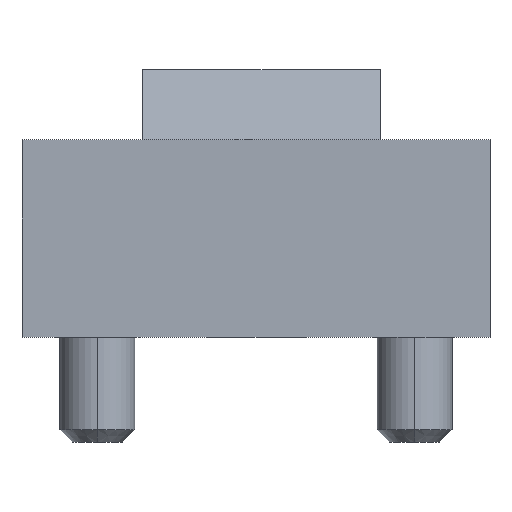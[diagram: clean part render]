
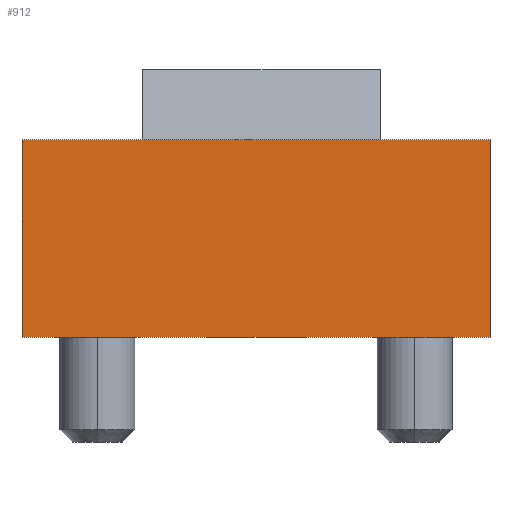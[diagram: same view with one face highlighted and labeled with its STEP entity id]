
A CAD part, left-side view. The second image highlights one B-rep face of the part: STEP entity #912.
In plain terms, the highlighted planar face has unit normal (-1, 0, 0).
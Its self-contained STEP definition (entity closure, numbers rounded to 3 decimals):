
#20 = EDGE_CURVE ( 'NONE', #609, #1180, #1676, .T. ) ;
#145 = VECTOR ( 'NONE', #1637, 1000. ) ;
#171 = AXIS2_PLACEMENT_3D ( 'NONE', #1810, #920, #2946 ) ;
#528 = DIRECTION ( 'NONE',  ( 0., 0., 1. ) ) ;
#537 = CARTESIAN_POINT ( 'NONE',  ( -19.05, -12.065, 0. ) ) ;
#609 = VERTEX_POINT ( 'NONE', #1056 ) ;
#672 = CARTESIAN_POINT ( 'NONE',  ( -19.05, 62.865, 31.623 ) ) ;
#725 = LINE ( 'NONE', #2467, #2364 ) ;
#744 = EDGE_CURVE ( 'NONE', #951, #609, #725, .T. ) ;
#905 = VECTOR ( 'NONE', #2294, 1000. ) ;
#912 = ADVANCED_FACE ( 'NONE', ( #1014 ), #1801, .F. ) ;
#920 = DIRECTION ( 'NONE',  ( 1., 0., 0. ) ) ;
#951 = VERTEX_POINT ( 'NONE', #2057 ) ;
#1014 = FACE_OUTER_BOUND ( 'NONE', #2804, .T. ) ;
#1056 = CARTESIAN_POINT ( 'NONE',  ( -19.05, -12.065, 0. ) ) ;
#1180 = VERTEX_POINT ( 'NONE', #1634 ) ;
#1503 = VERTEX_POINT ( 'NONE', #672 ) ;
#1533 = DIRECTION ( 'NONE',  ( 0., -1., 0. ) ) ;
#1601 = VECTOR ( 'NONE', #528, 1000. ) ;
#1634 = CARTESIAN_POINT ( 'NONE',  ( -19.05, -12.065, 31.623 ) ) ;
#1637 = DIRECTION ( 'NONE',  ( 0., 0., 1. ) ) ;
#1676 = LINE ( 'NONE', #537, #1601 ) ;
#1684 = EDGE_CURVE ( 'NONE', #1503, #1180, #2182, .T. ) ;
#1801 = PLANE ( 'NONE',  #171 ) ;
#1810 = CARTESIAN_POINT ( 'NONE',  ( -19.05, 62.865, 0. ) ) ;
#1850 = ORIENTED_EDGE ( 'NONE', *, *, #20, .T. ) ;
#1873 = CARTESIAN_POINT ( 'NONE',  ( -19.05, 62.865, 0. ) ) ;
#2057 = CARTESIAN_POINT ( 'NONE',  ( -19.05, 62.865, 0. ) ) ;
#2180 = ORIENTED_EDGE ( 'NONE', *, *, #744, .T. ) ;
#2182 = LINE ( 'NONE', #2739, #905 ) ;
#2294 = DIRECTION ( 'NONE',  ( 0., -1., 0. ) ) ;
#2364 = VECTOR ( 'NONE', #1533, 1000. ) ;
#2394 = ORIENTED_EDGE ( 'NONE', *, *, #2678, .F. ) ;
#2467 = CARTESIAN_POINT ( 'NONE',  ( -19.05, 62.865, 0. ) ) ;
#2494 = ORIENTED_EDGE ( 'NONE', *, *, #1684, .F. ) ;
#2678 = EDGE_CURVE ( 'NONE', #951, #1503, #2746, .T. ) ;
#2739 = CARTESIAN_POINT ( 'NONE',  ( -19.05, 62.865, 31.623 ) ) ;
#2746 = LINE ( 'NONE', #1873, #145 ) ;
#2804 = EDGE_LOOP ( 'NONE', ( #1850, #2494, #2394, #2180 ) ) ;
#2946 = DIRECTION ( 'NONE',  ( 0., 1., 0. ) ) ;
